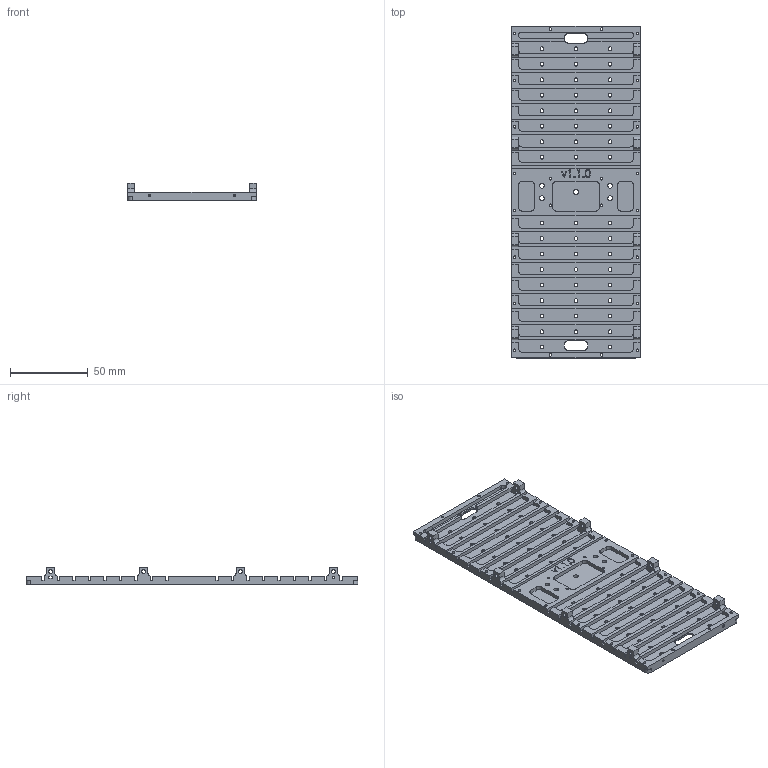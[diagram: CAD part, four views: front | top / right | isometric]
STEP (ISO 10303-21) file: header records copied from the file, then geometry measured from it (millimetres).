
FILE_DESCRIPTION (( 'STEP AP203' ), '1' );
FILE_NAME ('Y_Frame.STEP', '2019-06-03T23:50:05', ( '' ), ( '' ), 'SwSTEP 2.0', 'SolidWorks 2018', '' );
FILE_SCHEMA (( 'CONFIG_CONTROL_DESIGN' ));
Length unit declared in the file: millimetre
Products named in the file (1): Y_Frame
Bounding box: 83 x 214 x 11.5 mm (x, y, z)
Volume: 44152.7 mm3; surface area: 53399.8 mm2
Topology: 1 solids, 1 shells, 732 faces, 2085 edges, 1377 vertices
Faces by surface type: cylinder 359, plane 338, cone 18, bspline 17
Entity records: 26037 total; most frequent: CARTESIAN_POINT 5991, DIRECTION 4184, ORIENTED_EDGE 4154, EDGE_CURVE 2077, AXIS2_PLACEMENT_3D 1448, VERTEX_POINT 1377, VECTOR 1288, LINE 1288
